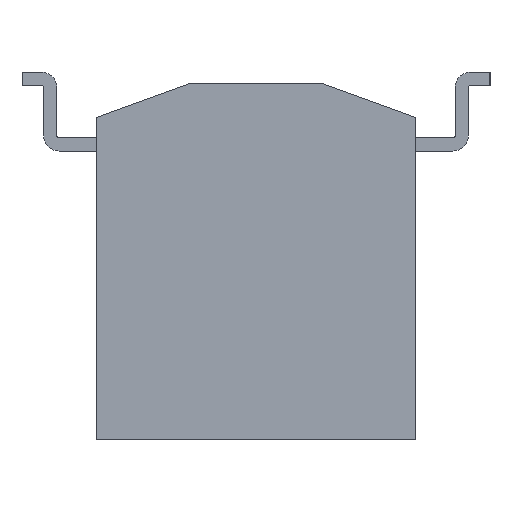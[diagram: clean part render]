
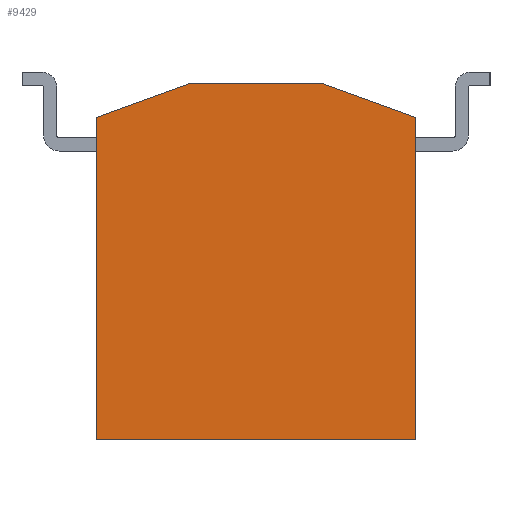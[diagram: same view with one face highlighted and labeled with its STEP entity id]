
A CAD part, left-side view. The second image highlights one B-rep face of the part: STEP entity #9429.
In plain terms, the highlighted planar face has unit normal (-1, 0, 0).
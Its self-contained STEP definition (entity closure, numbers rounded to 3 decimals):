
#243 = CARTESIAN_POINT ( 'NONE',  ( -13.64, -3.65, -4.075 ) ) ;
#605 = CARTESIAN_POINT ( 'NONE',  ( -13.64, -3.65, 4.075 ) ) ;
#1212 = CARTESIAN_POINT ( 'NONE',  ( -13.64, 1.5, 4.075 ) ) ;
#1733 = DIRECTION ( 'NONE',  ( 0., -1., 0. ) ) ;
#2054 = ORIENTED_EDGE ( 'NONE', *, *, #10769, .F. ) ;
#2525 = EDGE_CURVE ( 'NONE', #16572, #4139, #13110, .T. ) ;
#3079 = DIRECTION ( 'NONE',  ( 0., -0.94, -0.342 ) ) ;
#4139 = VERTEX_POINT ( 'NONE', #14646 ) ;
#4192 = LINE ( 'NONE', #10114, #15588 ) ;
#4675 = FACE_OUTER_BOUND ( 'NONE', #10507, .T. ) ;
#5425 = LINE ( 'NONE', #18315, #12633 ) ;
#5534 = CARTESIAN_POINT ( 'NONE',  ( -13.64, 1.5, 4.075 ) ) ;
#6935 = VERTEX_POINT ( 'NONE', #8739 ) ;
#7160 = CARTESIAN_POINT ( 'NONE',  ( -13.64, -1.5, 4.075 ) ) ;
#7183 = VECTOR ( 'NONE', #1733, 1000. ) ;
#7251 = VECTOR ( 'NONE', #3079, 1000. ) ;
#8729 = EDGE_CURVE ( 'NONE', #13210, #10533, #19850, .T. ) ;
#8739 = CARTESIAN_POINT ( 'NONE',  ( -13.64, 3.65, -4.075 ) ) ;
#9429 = ADVANCED_FACE ( 'NONE', ( #4675 ), #10240, .F. ) ;
#10114 = CARTESIAN_POINT ( 'NONE',  ( -13.64, -3.65, -4.075 ) ) ;
#10240 = PLANE ( 'NONE',  #13616 ) ;
#10432 = CARTESIAN_POINT ( 'NONE',  ( -13.64, -3.65, 4.075 ) ) ;
#10507 = EDGE_LOOP ( 'NONE', ( #18772, #2054, #18651, #17278, #20554, #15670 ) ) ;
#10533 = VERTEX_POINT ( 'NONE', #243 ) ;
#10769 = EDGE_CURVE ( 'NONE', #4139, #13210, #16338, .T. ) ;
#10927 = DIRECTION ( 'NONE',  ( 0., 0., -1. ) ) ;
#12233 = DIRECTION ( 'NONE',  ( 0., 1., 0. ) ) ;
#12249 = CARTESIAN_POINT ( 'NONE',  ( -13.64, 3.65, 3.292 ) ) ;
#12633 = VECTOR ( 'NONE', #18806, 1000. ) ;
#13110 = LINE ( 'NONE', #22402, #7183 ) ;
#13210 = VERTEX_POINT ( 'NONE', #22823 ) ;
#13616 = AXIS2_PLACEMENT_3D ( 'NONE', #605, #17800, #12233 ) ;
#14153 = EDGE_CURVE ( 'NONE', #6935, #10533, #4192, .T. ) ;
#14348 = VECTOR ( 'NONE', #16323, 1000. ) ;
#14646 = CARTESIAN_POINT ( 'NONE',  ( -13.64, -1.5, 4.075 ) ) ;
#14838 = LINE ( 'NONE', #5534, #14348 ) ;
#15588 = VECTOR ( 'NONE', #21026, 1000. ) ;
#15607 = EDGE_CURVE ( 'NONE', #22008, #16572, #14838, .T. ) ;
#15670 = ORIENTED_EDGE ( 'NONE', *, *, #14153, .T. ) ;
#16323 = DIRECTION ( 'NONE',  ( 0., -0.94, 0.342 ) ) ;
#16338 = LINE ( 'NONE', #7160, #7251 ) ;
#16572 = VERTEX_POINT ( 'NONE', #1212 ) ;
#16788 = EDGE_CURVE ( 'NONE', #22008, #6935, #5425, .T. ) ;
#17278 = ORIENTED_EDGE ( 'NONE', *, *, #15607, .F. ) ;
#17541 = VECTOR ( 'NONE', #10927, 1000. ) ;
#17800 = DIRECTION ( 'NONE',  ( 1., 0., 0. ) ) ;
#18315 = CARTESIAN_POINT ( 'NONE',  ( -13.64, 3.65, 4.075 ) ) ;
#18651 = ORIENTED_EDGE ( 'NONE', *, *, #2525, .F. ) ;
#18772 = ORIENTED_EDGE ( 'NONE', *, *, #8729, .F. ) ;
#18806 = DIRECTION ( 'NONE',  ( 0., 0., -1. ) ) ;
#19850 = LINE ( 'NONE', #10432, #17541 ) ;
#20554 = ORIENTED_EDGE ( 'NONE', *, *, #16788, .T. ) ;
#21026 = DIRECTION ( 'NONE',  ( 0., -1., 0. ) ) ;
#22008 = VERTEX_POINT ( 'NONE', #12249 ) ;
#22402 = CARTESIAN_POINT ( 'NONE',  ( -13.64, -3.65, 4.075 ) ) ;
#22823 = CARTESIAN_POINT ( 'NONE',  ( -13.64, -3.65, 3.292 ) ) ;
